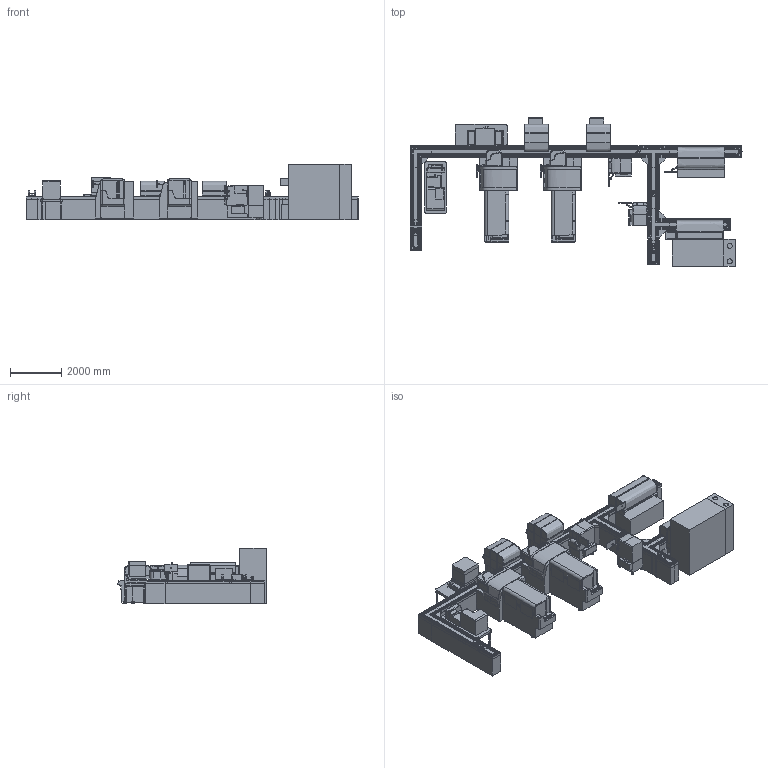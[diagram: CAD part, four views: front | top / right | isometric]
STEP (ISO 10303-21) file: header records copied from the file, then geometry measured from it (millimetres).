
FILE_DESCRIPTION(('FreeCAD Model'),'2;1');
FILE_NAME('Open CASCADE Shape Model','2025-04-29T11:29:55',('FreeCAD'),( 'FreeCAD'),'Open CASCADE STEP processor 7.6','FreeCAD','Unknown');
FILE_SCHEMA(('AUTOMOTIVE_DESIGN { 1 0 10303 214 1 1 1 1 }'));
Products named in the file (1): Open CASCADE STEP translator 7.6 1
Bounding box: 12971.5 x 5815.94 x 2178.15 mm (x, y, z)
Volume: 33785061407.2 mm3; surface area: 276779107.6 mm2
Topology: 220 solids, 223 shells, 4598 faces, 11923 edges, 7970 vertices
Faces by surface type: plane 3391, cylinder 644, bspline 454, extrusion 42, torus 40, sphere 19, cone 6, offset 2
Full cylindrical faces by diameter (mm): 17.418 x6, 20 x12, 30 x5, 30.966 x8, 34.951 x24, 36.772 x3, 44 x2, 48.384 x3, 49 x1, 49.932 x1, 50 x12, 58.061 x4, 61.932 x3, 69.903 x24, 200 x2
Entity records: 221125 total; most frequent: CARTESIAN_POINT 111472, ORIENTED_EDGE 23774, DIRECTION 20203, EDGE_CURVE 11887, VECTOR 9187, LINE 9145, VERTEX_POINT 7970, AXIS2_PLACEMENT_3D 5508
